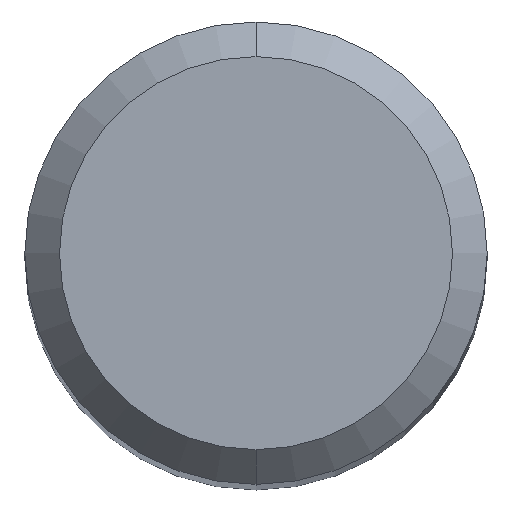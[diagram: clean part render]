
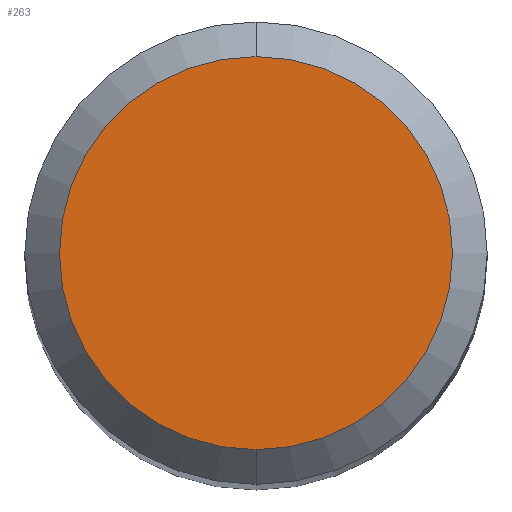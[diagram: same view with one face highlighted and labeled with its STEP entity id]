
A CAD part, top view. The second image highlights one B-rep face of the part: STEP entity #263.
In plain terms, the highlighted planar face has unit normal (0, 0, 1).
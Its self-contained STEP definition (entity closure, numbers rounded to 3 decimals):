
#199=VERTEX_POINT('',#496);
#217=EDGE_CURVE('',#199,#381,#515,.T.);
#263=ADVANCED_FACE('',(#563),#564,.T.);
#381=VERTEX_POINT('',#696);
#419=EDGE_CURVE('',#381,#199,#735,.T.);
#496=CARTESIAN_POINT('',(0.0,1.7,0.0));
#515=CIRCLE('',#912,1.7);
#563=FACE_OUTER_BOUND('',#1036,.T.);
#564=PLANE('',#1037);
#696=CARTESIAN_POINT('',(0.,-1.7,0.0));
#735=CIRCLE('',#1316,1.7);
#912=AXIS2_PLACEMENT_3D('',#1446,#1447,#1448);
#1036=EDGE_LOOP('',(#1475,#1476));
#1037=AXIS2_PLACEMENT_3D('',#1477,#1478,#1479);
#1316=AXIS2_PLACEMENT_3D('',#1682,#1683,#1684);
#1446=CARTESIAN_POINT('',(0.0,0.0,0.0));
#1447=DIRECTION('',(0.0,0.0,-1.0));
#1448=DIRECTION('',(0.0,1.0,0.0));
#1475=ORIENTED_EDGE('',*,*,#217,.F.);
#1476=ORIENTED_EDGE('',*,*,#419,.F.);
#1477=CARTESIAN_POINT('',(0.0,0.85,0.0));
#1478=DIRECTION('',(-0.0,0.0,1.0));
#1479=DIRECTION('',(0.0,-1.0,0.0));
#1682=CARTESIAN_POINT('',(0.0,0.0,0.0));
#1683=DIRECTION('',(0.0,0.0,-1.0));
#1684=DIRECTION('',(0.0,1.0,0.0));
